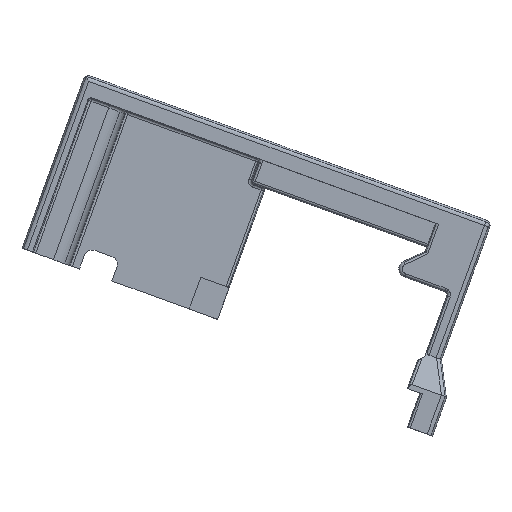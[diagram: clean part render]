
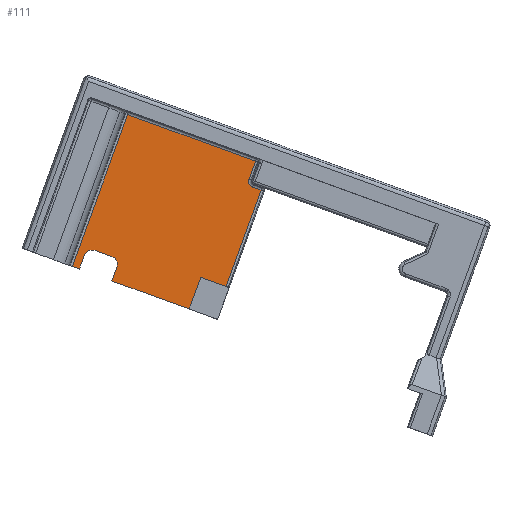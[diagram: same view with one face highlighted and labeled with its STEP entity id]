
A CAD part, left-side view. The second image highlights one B-rep face of the part: STEP entity #111.
In plain terms, the highlighted planar face has unit normal (-1, 0, 0).
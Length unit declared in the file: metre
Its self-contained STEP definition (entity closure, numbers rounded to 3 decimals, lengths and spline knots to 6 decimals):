
#111=ADVANCED_FACE('0:29',(#358),#359,.T.);
#358=FACE_OUTER_BOUND('',#733,.T.);
#359=PLANE('',#734);
#733=EDGE_LOOP('',(#1603,#1604,#1605,#1606,#1607,#1608,#1609,#1610,#1611,#1612,#1613,#1614,#1615,#1616,#1617,#1618,#1619));
#734=AXIS2_PLACEMENT_3D('',#1620,#1621,#1622);
#1603=ORIENTED_EDGE('',*,*,#2922,.F.);
#1604=ORIENTED_EDGE('',*,*,#2933,.T.);
#1605=ORIENTED_EDGE('',*,*,#2934,.F.);
#1606=ORIENTED_EDGE('',*,*,#2935,.T.);
#1607=ORIENTED_EDGE('',*,*,#2936,.T.);
#1608=ORIENTED_EDGE('',*,*,#2849,.F.);
#1609=ORIENTED_EDGE('',*,*,#2937,.F.);
#1610=ORIENTED_EDGE('',*,*,#2938,.F.);
#1611=ORIENTED_EDGE('',*,*,#2939,.F.);
#1612=ORIENTED_EDGE('',*,*,#2940,.F.);
#1613=ORIENTED_EDGE('',*,*,#2941,.F.);
#1614=ORIENTED_EDGE('',*,*,#2942,.F.);
#1615=ORIENTED_EDGE('',*,*,#2943,.T.);
#1616=ORIENTED_EDGE('',*,*,#2927,.F.);
#1617=ORIENTED_EDGE('',*,*,#2926,.F.);
#1618=ORIENTED_EDGE('',*,*,#2932,.T.);
#1619=ORIENTED_EDGE('',*,*,#2944,.F.);
#1620=CARTESIAN_POINT('',(0.010804,-0.033998,0.021827));
#1621=DIRECTION('',(-1.0,0.,0.));
#1622=DIRECTION('',(0.,0.0,1.0));
#2849=EDGE_CURVE('0:440',#3474,#3476,#3477,.T.);
#2922=EDGE_CURVE('0:425',#3610,#3606,#3612,.T.);
#2926=EDGE_CURVE('0:410',#3618,#3614,#3620,.T.);
#2927=EDGE_CURVE('0:410',#3614,#3621,#3622,.T.);
#2932=EDGE_CURVE('0:422',#3618,#3628,#3630,.T.);
#2933=EDGE_CURVE('0:428',#3610,#3631,#3632,.T.);
#2934=EDGE_CURVE('0:431',#3633,#3631,#3634,.F.);
#2935=EDGE_CURVE('0:434',#3633,#3635,#3636,.T.);
#2936=EDGE_CURVE('0:437',#3635,#3476,#3637,.T.);
#2937=EDGE_CURVE('0:443',#3638,#3474,#3639,.T.);
#2938=EDGE_CURVE('0:446',#3640,#3638,#3641,.T.);
#2939=EDGE_CURVE('0:449',#3642,#3640,#3643,.T.);
#2940=EDGE_CURVE('0:452',#3644,#3642,#3645,.T.);
#2941=EDGE_CURVE('0:455',#3646,#3644,#3647,.T.);
#2942=EDGE_CURVE('0:458',#3648,#3646,#3649,.F.);
#2943=EDGE_CURVE('0:461',#3648,#3621,#3650,.T.);
#2944=EDGE_CURVE('0:425',#3606,#3628,#3651,.T.);
#3474=VERTEX_POINT('',#4482);
#3476=VERTEX_POINT('',#4484);
#3477=LINE('',#4485,#4486);
#3606=VERTEX_POINT('',#4673);
#3610=VERTEX_POINT('',#4678);
#3612=CIRCLE('',#4681,0.0015);
#3614=VERTEX_POINT('',#4683);
#3618=VERTEX_POINT('',#4688);
#3620=CIRCLE('',#4691,0.0015);
#3621=VERTEX_POINT('',#4692);
#3622=CIRCLE('',#4693,0.0015);
#3628=VERTEX_POINT('',#4701);
#3630=LINE('',#4704,#4705);
#3631=VERTEX_POINT('',#4706);
#3632=LINE('',#4707,#4708);
#3633=VERTEX_POINT('',#4709);
#3634=LINE('',#4710,#4711);
#3635=VERTEX_POINT('',#4712);
#3636=LINE('',#4713,#4714);
#3637=LINE('',#4715,#4716);
#3638=VERTEX_POINT('',#4717);
#3639=LINE('',#4718,#4719);
#3640=VERTEX_POINT('',#4720);
#3641=CIRCLE('',#4721,0.0011);
#3642=VERTEX_POINT('',#4722);
#3643=LINE('',#4723,#4724);
#3644=VERTEX_POINT('',#4725);
#3645=LINE('',#4726,#4727);
#3646=VERTEX_POINT('',#4728);
#3647=LINE('',#4729,#4730);
#3648=VERTEX_POINT('',#4731);
#3649=LINE('',#4732,#4733);
#3650=LINE('',#4734,#4735);
#3651=CIRCLE('',#4736,0.0015);
#4482=CARTESIAN_POINT('',(0.010804,-0.034525,0.015527));
#4484=CARTESIAN_POINT('',(0.010804,-0.028245,-0.001726));
#4485=CARTESIAN_POINT('',(0.010804,-0.035524,0.018271));
#4486=VECTOR('',#5615,1.);
#4673=CARTESIAN_POINT('',(0.010804,-0.008629,0.002829));
#4678=CARTESIAN_POINT('',(0.010804,-0.008679,0.001682));
#4681=AXIS2_PLACEMENT_3D('',#5754,#5755,#5756);
#4683=CARTESIAN_POINT('',(0.010804,-0.003628,0.004649));
#4688=CARTESIAN_POINT('',(0.010804,-0.004775,0.004699));
#4691=AXIS2_PLACEMENT_3D('',#5762,#5763,#5764);
#4692=CARTESIAN_POINT('',(0.010804,-0.002853,0.003803));
#4693=AXIS2_PLACEMENT_3D('',#5765,#5766,#5767);
#4701=CARTESIAN_POINT('',(0.010804,-0.007782,0.003605));
#4704=CARTESIAN_POINT('',(0.010804,-0.01509,0.000945));
#4705=VECTOR('',#5774,1.);
#4706=CARTESIAN_POINT('',(0.010804,-0.007793,-0.000751));
#4707=CARTESIAN_POINT('',(0.010804,-0.013218,0.014154));
#4708=VECTOR('',#5775,1.);
#4709=CARTESIAN_POINT('',(0.010804,-0.021656,-0.005797));
#4710=CARTESIAN_POINT('',(0.010804,-0.027317,-0.007858));
#4711=VECTOR('',#5776,1.);
#4712=CARTESIAN_POINT('',(0.010804,-0.023735,-0.000084));
#4713=CARTESIAN_POINT('',(0.010804,-0.027336,0.009811));
#4714=VECTOR('',#5777,1.);
#4715=CARTESIAN_POINT('',(0.010804,-0.025873,-0.000862));
#4716=VECTOR('',#5778,1.0);
#4717=CARTESIAN_POINT('',(0.010804,-0.033021,0.016075));
#4718=CARTESIAN_POINT('',(0.010804,-0.047187,0.010919));
#4719=VECTOR('',#5779,1.);
#4720=CARTESIAN_POINT('',(0.010804,-0.032364,0.017484));
#4721=AXIS2_PLACEMENT_3D('',#5780,#5781,#5782);
#4722=CARTESIAN_POINT('',(0.010804,-0.033541,0.020717));
#4723=CARTESIAN_POINT('',(0.010804,-0.033848,0.021563));
#4724=VECTOR('',#5783,1.);
#4725=CARTESIAN_POINT('',(0.010804,-0.01061,0.029063));
#4726=CARTESIAN_POINT('',(0.010804,-0.036006,0.019819));
#4727=VECTOR('',#5784,1.);
#4728=CARTESIAN_POINT('',(0.010804,-0.000698,0.001831));
#4729=CARTESIAN_POINT('',(0.010804,-0.01102,0.030191));
#4730=VECTOR('',#5785,1.);
#4731=CARTESIAN_POINT('',(0.010804,-0.001967,0.001369));
#4732=CARTESIAN_POINT('',(0.010804,-0.021255,-0.005651));
#4733=VECTOR('',#5786,1.0);
#4734=CARTESIAN_POINT('',(0.010804,-0.007392,0.016275));
#4735=VECTOR('',#5787,1.);
#4736=AXIS2_PLACEMENT_3D('',#5788,#5789,#5790);
#5615=DIRECTION('',(0.,0.342,-0.94));
#5754=CARTESIAN_POINT('',(0.010804,-0.007269,0.002195));
#5755=DIRECTION('',(-1.0,0.,0.));
#5756=DIRECTION('',(0.,-0.906,0.423));
#5762=CARTESIAN_POINT('',(0.010804,-0.004262,0.00329));
#5763=DIRECTION('',(-1.0,0.,0.));
#5764=DIRECTION('',(0.,0.423,0.906));
#5765=CARTESIAN_POINT('',(0.010804,-0.004262,0.00329));
#5766=DIRECTION('',(-1.0,0.,0.));
#5767=DIRECTION('',(0.,0.423,0.906));
#5774=DIRECTION('',(0.,-0.94,-0.342));
#5775=DIRECTION('',(0.,0.342,-0.94));
#5776=DIRECTION('',(0.,-0.94,-0.342));
#5777=DIRECTION('',(0.,-0.342,0.94));
#5778=DIRECTION('',(0.,-0.94,-0.342));
#5779=DIRECTION('',(0.,-0.94,-0.342));
#5780=CARTESIAN_POINT('',(0.010804,-0.033398,0.017108));
#5781=DIRECTION('',(-1.0,0.,0.));
#5782=DIRECTION('',(0.,0.906,-0.423));
#5783=DIRECTION('',(0.,0.342,-0.94));
#5784=DIRECTION('',(0.,-0.94,-0.342));
#5785=DIRECTION('',(0.,-0.342,0.94));
#5786=DIRECTION('',(0.,-0.94,-0.342));
#5787=DIRECTION('',(0.,-0.342,0.94));
#5788=CARTESIAN_POINT('',(0.010804,-0.007269,0.002195));
#5789=DIRECTION('',(-1.0,0.,0.));
#5790=DIRECTION('',(0.,-0.906,0.423));
